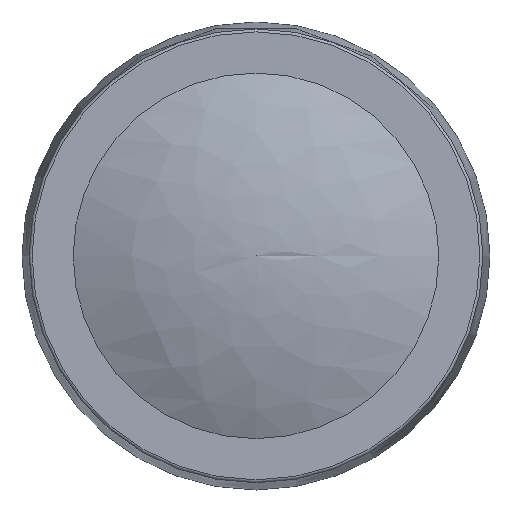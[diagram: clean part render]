
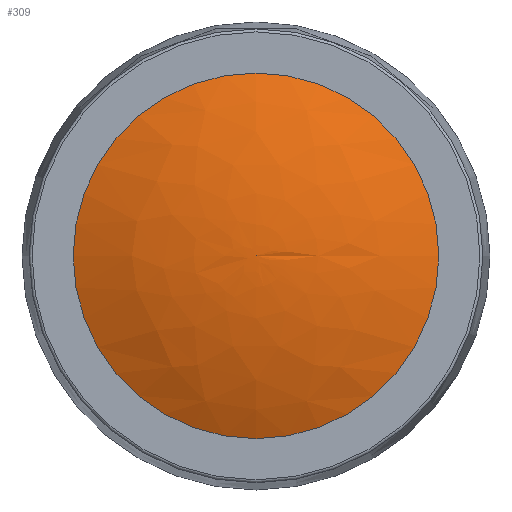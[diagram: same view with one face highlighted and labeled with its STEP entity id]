
A CAD part, top view. The second image highlights one B-rep face of the part: STEP entity #309.
In plain terms, the highlighted free-form (B-spline) face has degree [3, 3] with [4, 7] control points.
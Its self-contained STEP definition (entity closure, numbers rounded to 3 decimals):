
#309 = ADVANCED_FACE( '', ( #669, #670 ), #671, .T. );
#669 = FACE_BOUND( '', #1033, .T. );
#670 = FACE_OUTER_BOUND( '', #1034, .T. );
#671 = ( BOUNDED_SURFACE(  )B_SPLINE_SURFACE( 3, 3, ( ( #1037, #1038, #1039, #1040, #1041, #1042, #1043 ), ( #1044, #1045, #1046, #1047, #1048, #1049, #1050 ), ( #1051, #1052, #1053, #1054, #1055, #1056, #1057 ), ( #1058, #1059, #1060, #1061, #1062, #1063, #1064 ) ), .UNSPECIFIED., .F., .T., .F. )B_SPLINE_SURFACE_WITH_KNOTS( ( 4, 4 ), ( 4, 3, 4 ), ( 0., 6.283 ), ( 1.143, 1.358, 1.573 ), .UNSPECIFIED. )GEOMETRIC_REPRESENTATION_ITEM(  )RATIONAL_B_SPLINE_SURFACE( ( ( 1., 0.333, 0.333, 1., 0.333, 0.333, 1. ), ( 0.985, 0.328, 0.328, 0.985, 0.328, 0.328, 0.985 ), ( 0.985, 0.328, 0.328, 0.985, 0.328, 0.328, 0.985 ), ( 1., 0.333, 0.333, 1., 0.333, 0.333, 1. ) ) )REPRESENTATION_ITEM( '' )SURFACE(  ) );
#1033 = VERTEX_LOOP( '', #1789 );
#1034 = EDGE_LOOP( '', ( #1790 ) );
#1037 = CARTESIAN_POINT( '', ( 0., 0., 27.8 ) );
#1038 = CARTESIAN_POINT( '', ( 0., 0., 27.8 ) );
#1039 = CARTESIAN_POINT( '', ( 0., 0., 27.8 ) );
#1040 = CARTESIAN_POINT( '', ( 0., 0., 27.8 ) );
#1041 = CARTESIAN_POINT( '', ( 0., 0., 27.8 ) );
#1042 = CARTESIAN_POINT( '', ( 0., 0., 27.8 ) );
#1043 = CARTESIAN_POINT( '', ( 0., 0., 27.8 ) );
#1044 = CARTESIAN_POINT( '', ( 4.329, 0., 27.809 ) );
#1045 = CARTESIAN_POINT( '', ( 4.329, 8.658, 27.809 ) );
#1046 = CARTESIAN_POINT( '', ( -4.329, 8.658, 27.809 ) );
#1047 = CARTESIAN_POINT( '', ( -4.329, 0., 27.809 ) );
#1048 = CARTESIAN_POINT( '', ( -4.329, -8.658, 27.809 ) );
#1049 = CARTESIAN_POINT( '', ( 4.329, -8.658, 27.809 ) );
#1050 = CARTESIAN_POINT( '', ( 4.329, 0., 27.809 ) );
#1051 = CARTESIAN_POINT( '', ( 8.561, 0., 26.895 ) );
#1052 = CARTESIAN_POINT( '', ( 8.561, 17.121, 26.895 ) );
#1053 = CARTESIAN_POINT( '', ( -8.561, 17.121, 26.895 ) );
#1054 = CARTESIAN_POINT( '', ( -8.561, 0., 26.895 ) );
#1055 = CARTESIAN_POINT( '', ( -8.561, -17.121, 26.895 ) );
#1056 = CARTESIAN_POINT( '', ( 8.561, -17.121, 26.895 ) );
#1057 = CARTESIAN_POINT( '', ( 8.561, 0., 26.895 ) );
#1058 = CARTESIAN_POINT( '', ( 12.5, 0., 25.1 ) );
#1059 = CARTESIAN_POINT( '', ( 12.5, 25., 25.1 ) );
#1060 = CARTESIAN_POINT( '', ( -12.5, 25., 25.1 ) );
#1061 = CARTESIAN_POINT( '', ( -12.5, 0., 25.1 ) );
#1062 = CARTESIAN_POINT( '', ( -12.5, -25., 25.1 ) );
#1063 = CARTESIAN_POINT( '', ( 12.5, -25., 25.1 ) );
#1064 = CARTESIAN_POINT( '', ( 12.5, 0., 25.1 ) );
#1789 = VERTEX_POINT( '', #2063 );
#1790 = ORIENTED_EDGE( '', *, *, #2000, .T. );
#2000 = EDGE_CURVE( '', #2380, #2380, #2381, .T. );
#2063 = CARTESIAN_POINT( '', ( 0., 0., 27.8 ) );
#2380 = VERTEX_POINT( '', #3002 );
#2381 = CIRCLE( '', #3003, 12.5 );
#3002 = CARTESIAN_POINT( '', ( 12.5, 0., 25.1 ) );
#3003 = AXIS2_PLACEMENT_3D( '', #3325, #3326, #3327 );
#3325 = CARTESIAN_POINT( '', ( 0., 0., 25.1 ) );
#3326 = DIRECTION( '', ( 0., 0., 1. ) );
#3327 = DIRECTION( '', ( 1., 0., 0. ) );
